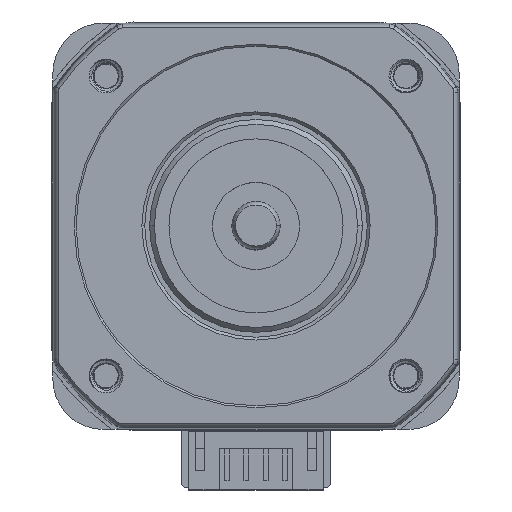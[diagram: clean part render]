
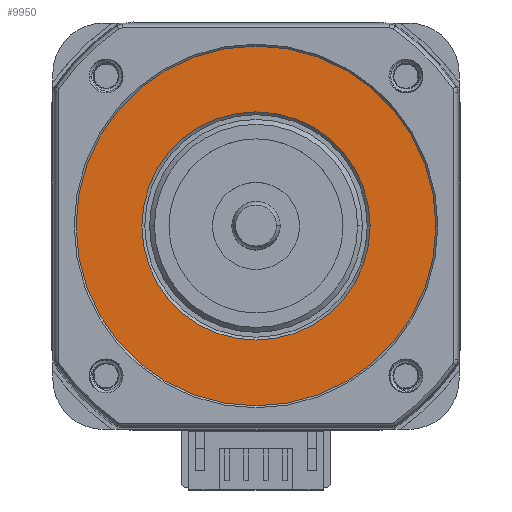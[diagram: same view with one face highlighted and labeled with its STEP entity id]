
A CAD part, top view. The second image highlights one B-rep face of the part: STEP entity #9950.
In plain terms, the highlighted planar face has unit normal (0, 0, 1).
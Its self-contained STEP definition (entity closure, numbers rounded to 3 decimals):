
#9080=CARTESIAN_POINT('',(-11.8,0.,-0.2
));
#9090=VERTEX_POINT('',#9080);
#9170=CARTESIAN_POINT('',(11.8,0.,-0.2));
#9180=VERTEX_POINT('',#9170);
#9210=CARTESIAN_POINT('',(0.,0.,
-0.2));
#9220=DIRECTION('',(-0.,-0.,-1.));
#9230=DIRECTION('',(1.,0.,0.));
#9240=AXIS2_PLACEMENT_3D('',#9210,#9220,#9230);
#9250=CIRCLE('',#9240,11.8);
#9260=EDGE_CURVE('',#9180,#9090,#9250,.T.);
#9700=CARTESIAN_POINT('',(-18.823,-18.823,-0.2));
#9710=DIRECTION('',(0.,0.,1.));
#9720=DIRECTION('',(1.,0.,-0.));
#9730=AXIS2_PLACEMENT_3D('',#9700,#9710,#9720);
#9740=PLANE('',#9730);
#9750=CARTESIAN_POINT('',(0.,0.,-0.2
));
#9760=DIRECTION('',(0.,0.,1.));
#9770=DIRECTION('',(1.,0.,0.));
#9780=AXIS2_PLACEMENT_3D('',#9750,#9760,#9770);
#9790=CIRCLE('',#9780,18.6);
#9800=CARTESIAN_POINT('',(18.6,0.,-0.2));
#9810=VERTEX_POINT('',#9800);
#9820=CARTESIAN_POINT('',(-18.6,0.,-0.2));
#9830=VERTEX_POINT('',#9820);
#9840=EDGE_CURVE('',#9810,#9830,#9790,.T.);
#9850=ORIENTED_EDGE('',*,*,#9840,.T.);
#9860=EDGE_CURVE('',#9830,#9810,#9790,.T.);
#9870=ORIENTED_EDGE('',*,*,#9860,.T.);
#9880=EDGE_LOOP('',(#9870,#9850));
#9890=FACE_OUTER_BOUND('',#9880,.T.);
#9900=EDGE_CURVE('',#9090,#9180,#9250,.T.);
#9910=ORIENTED_EDGE('',*,*,#9900,.T.);
#9920=ORIENTED_EDGE('',*,*,#9260,.T.);
#9930=EDGE_LOOP('',(#9920,#9910));
#9940=FACE_BOUND('',#9930,.T.);
#9950=ADVANCED_FACE('',(#9890,#9940),#9740,.T.);
